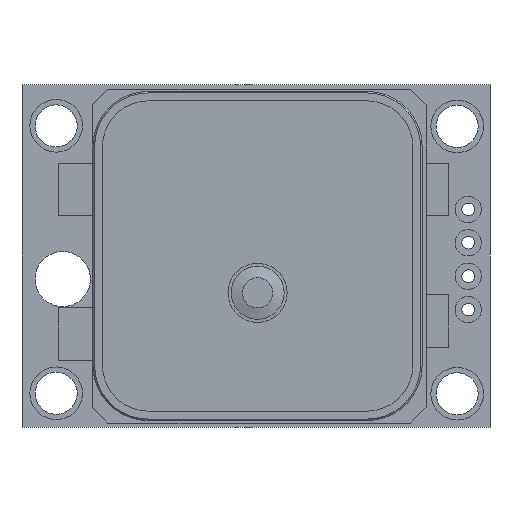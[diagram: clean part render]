
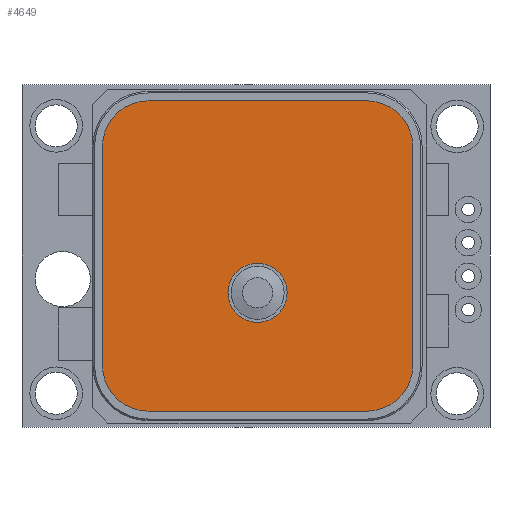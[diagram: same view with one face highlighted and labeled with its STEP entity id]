
A CAD part, front view. The second image highlights one B-rep face of the part: STEP entity #4649.
In plain terms, the highlighted face is planar.
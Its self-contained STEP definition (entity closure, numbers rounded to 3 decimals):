
#217=FACE_BOUND('',#910,.T.);
#363=CIRCLE('',#5116,3.47);
#364=CIRCLE('',#5117,3.47);
#365=CIRCLE('',#5118,3.47);
#366=CIRCLE('',#5119,3.47);
#367=CIRCLE('',#5120,2.25);
#589=FACE_OUTER_BOUND('',#909,.T.);
#909=EDGE_LOOP('',(#3858,#3859,#3860,#3861,#3862,#3863,#3864,#3865));
#910=EDGE_LOOP('',(#3866));
#1318=LINE('',#7617,#1766);
#1319=LINE('',#7621,#1767);
#1320=LINE('',#7625,#1768);
#1321=LINE('',#7628,#1769);
#1766=VECTOR('',#6299,16.66);
#1767=VECTOR('',#6302,16.66);
#1768=VECTOR('',#6305,16.66);
#1769=VECTOR('',#6308,16.66);
#2183=VERTEX_POINT('',#7613);
#2184=VERTEX_POINT('',#7614);
#2185=VERTEX_POINT('',#7616);
#2186=VERTEX_POINT('',#7618);
#2187=VERTEX_POINT('',#7620);
#2188=VERTEX_POINT('',#7622);
#2189=VERTEX_POINT('',#7624);
#2190=VERTEX_POINT('',#7626);
#2191=VERTEX_POINT('',#7629);
#2751=EDGE_CURVE('',#2183,#2184,#363,.T.);
#2752=EDGE_CURVE('',#2184,#2185,#1318,.T.);
#2753=EDGE_CURVE('',#2185,#2186,#364,.T.);
#2754=EDGE_CURVE('',#2186,#2187,#1319,.T.);
#2755=EDGE_CURVE('',#2187,#2188,#365,.T.);
#2756=EDGE_CURVE('',#2188,#2189,#1320,.T.);
#2757=EDGE_CURVE('',#2189,#2190,#366,.T.);
#2758=EDGE_CURVE('',#2190,#2183,#1321,.T.);
#2759=EDGE_CURVE('',#2191,#2191,#367,.T.);
#3858=ORIENTED_EDGE('',*,*,#2751,.T.);
#3859=ORIENTED_EDGE('',*,*,#2752,.T.);
#3860=ORIENTED_EDGE('',*,*,#2753,.T.);
#3861=ORIENTED_EDGE('',*,*,#2754,.T.);
#3862=ORIENTED_EDGE('',*,*,#2755,.T.);
#3863=ORIENTED_EDGE('',*,*,#2756,.T.);
#3864=ORIENTED_EDGE('',*,*,#2757,.T.);
#3865=ORIENTED_EDGE('',*,*,#2758,.T.);
#3866=ORIENTED_EDGE('',*,*,#2759,.F.);
#4206=PLANE('',#5115);
#4649=ADVANCED_FACE('',(#589,#217),#4206,.T.);
#5115=AXIS2_PLACEMENT_3D('',#7612,#6295,#6296);
#5116=AXIS2_PLACEMENT_3D('',#7615,#6297,#6298);
#5117=AXIS2_PLACEMENT_3D('',#7619,#6300,#6301);
#5118=AXIS2_PLACEMENT_3D('',#7623,#6303,#6304);
#5119=AXIS2_PLACEMENT_3D('',#7627,#6306,#6307);
#5120=AXIS2_PLACEMENT_3D('',#7630,#6309,#6310);
#6295=DIRECTION('center_axis',(0.,1.,0.));
#6296=DIRECTION('ref_axis',(0.,0.,1.));
#6297=DIRECTION('center_axis',(0.,1.,0.));
#6298=DIRECTION('ref_axis',(0.,0.,1.));
#6299=DIRECTION('',(0.,0.,1.));
#6300=DIRECTION('center_axis',(0.,1.,0.));
#6301=DIRECTION('ref_axis',(0.,0.,1.));
#6302=DIRECTION('',(1.,0.,0.));
#6303=DIRECTION('center_axis',(0.,1.,0.));
#6304=DIRECTION('ref_axis',(0.,0.,1.));
#6305=DIRECTION('',(0.,0.,-1.));
#6306=DIRECTION('center_axis',(0.,1.,0.));
#6307=DIRECTION('ref_axis',(0.,0.,1.));
#6308=DIRECTION('',(-1.,0.,0.));
#6309=DIRECTION('center_axis',(0.,1.,0.));
#6310=DIRECTION('ref_axis',(0.,0.,1.));
#7612=CARTESIAN_POINT('Origin',(4.19,4.18,-20.85));
#7613=CARTESIAN_POINT('',(4.19,4.18,-24.32));
#7614=CARTESIAN_POINT('',(0.72,4.18,-20.85));
#7615=CARTESIAN_POINT('Origin',(4.19,4.18,-20.85));
#7616=CARTESIAN_POINT('',(0.72,4.18,-4.19));
#7617=CARTESIAN_POINT('',(0.72,4.18,-20.85));
#7618=CARTESIAN_POINT('',(4.19,4.18,-0.72));
#7619=CARTESIAN_POINT('Origin',(4.19,4.18,-4.19));
#7620=CARTESIAN_POINT('',(20.85,4.18,-0.72));
#7621=CARTESIAN_POINT('',(4.19,4.18,-0.72));
#7622=CARTESIAN_POINT('',(24.32,4.18,-4.19));
#7623=CARTESIAN_POINT('Origin',(20.85,4.18,-4.19));
#7624=CARTESIAN_POINT('',(24.32,4.18,-20.85));
#7625=CARTESIAN_POINT('',(24.32,4.18,-4.19));
#7626=CARTESIAN_POINT('',(20.85,4.18,-24.32));
#7627=CARTESIAN_POINT('Origin',(20.85,4.18,-20.85));
#7628=CARTESIAN_POINT('',(20.85,4.18,-24.32));
#7629=CARTESIAN_POINT('',(12.52,4.18,-13.07));
#7630=CARTESIAN_POINT('Origin',(12.52,4.18,-15.32));
